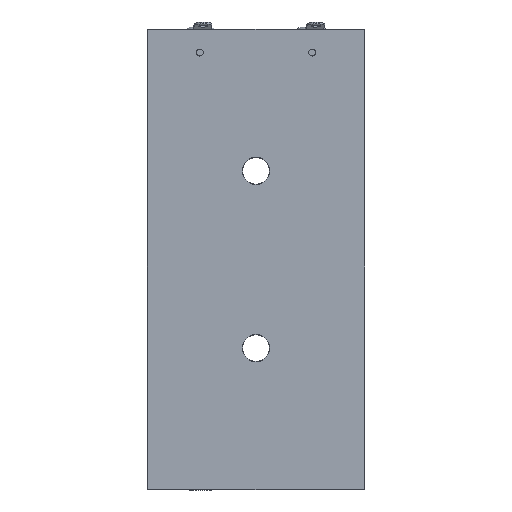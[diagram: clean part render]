
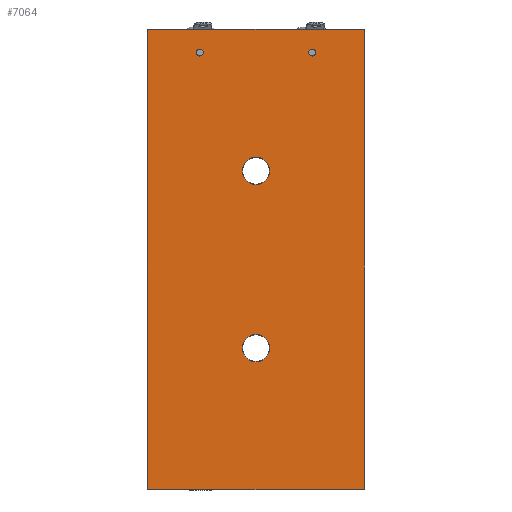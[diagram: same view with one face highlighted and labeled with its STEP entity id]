
A CAD part, front view. The second image highlights one B-rep face of the part: STEP entity #7064.
In plain terms, the highlighted planar face has unit normal (0, -1, 0).
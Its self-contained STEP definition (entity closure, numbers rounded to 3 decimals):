
#42 = DIRECTION ( 'NONE',  ( 0., 0., -1. ) ) ;
#214 = DIRECTION ( 'NONE',  ( 0., 1., 0. ) ) ;
#253 = VERTEX_POINT ( 'NONE', #4004 ) ;
#293 = DIRECTION ( 'NONE',  ( 0., 1., 0. ) ) ;
#447 = ORIENTED_EDGE ( 'NONE', *, *, #2718, .F. ) ;
#548 = VERTEX_POINT ( 'NONE', #1680 ) ;
#588 = CARTESIAN_POINT ( 'NONE',  ( 12.2, 0., 0. ) ) ;
#633 = CARTESIAN_POINT ( 'NONE',  ( 0., 0., -11.55 ) ) ;
#680 = CARTESIAN_POINT ( 'NONE',  ( 0., 0., -8.45 ) ) ;
#687 = ORIENTED_EDGE ( 'NONE', *, *, #2824, .T. ) ;
#783 = DIRECTION ( 'NONE',  ( 0., 0., -1. ) ) ;
#858 = VECTOR ( 'NONE', #2972, 1000. ) ;
#1068 = ORIENTED_EDGE ( 'NONE', *, *, #3189, .T. ) ;
#1156 = EDGE_CURVE ( 'NONE', #4783, #5470, #6434, .T. ) ;
#1202 = VERTEX_POINT ( 'NONE', #4765 ) ;
#1203 = VERTEX_POINT ( 'NONE', #2281 ) ;
#1248 = AXIS2_PLACEMENT_3D ( 'NONE', #6542, #6496, #2850 ) ;
#1283 = FACE_BOUND ( 'NONE', #6892, .T. ) ;
#1472 = ORIENTED_EDGE ( 'NONE', *, *, #2157, .T. ) ;
#1680 = CARTESIAN_POINT ( 'NONE',  ( -6.35, 0., 22.955 ) ) ;
#1695 = DIRECTION ( 'NONE',  ( 0., 0., -1. ) ) ;
#1730 = CARTESIAN_POINT ( 'NONE',  ( -12.25, 0., 25.95 ) ) ;
#1763 = ORIENTED_EDGE ( 'NONE', *, *, #5035, .T. ) ;
#1780 = CARTESIAN_POINT ( 'NONE',  ( -6.35, 0., 23.745 ) ) ;
#1913 = ORIENTED_EDGE ( 'NONE', *, *, #4416, .T. ) ;
#1930 = FACE_BOUND ( 'NONE', #3794, .T. ) ;
#1972 = PLANE ( 'NONE',  #2719 ) ;
#2005 = CARTESIAN_POINT ( 'NONE',  ( 0., 0., -10. ) ) ;
#2038 = VERTEX_POINT ( 'NONE', #2285 ) ;
#2157 = EDGE_CURVE ( 'NONE', #2038, #3666, #5754, .T. ) ;
#2266 = AXIS2_PLACEMENT_3D ( 'NONE', #2343, #4135, #7106 ) ;
#2281 = CARTESIAN_POINT ( 'NONE',  ( -12.2, 0., -25.95 ) ) ;
#2285 = CARTESIAN_POINT ( 'NONE',  ( 12.2, 0., -25.95 ) ) ;
#2343 = CARTESIAN_POINT ( 'NONE',  ( -6.35, 0., 23.35 ) ) ;
#2555 = CARTESIAN_POINT ( 'NONE',  ( -6.35, 0., 23.35 ) ) ;
#2652 = VECTOR ( 'NONE', #6059, 1000. ) ;
#2718 = EDGE_CURVE ( 'NONE', #548, #7233, #6333, .T. ) ;
#2719 = AXIS2_PLACEMENT_3D ( 'NONE', #3220, #7453, #783 ) ;
#2754 = CIRCLE ( 'NONE', #7224, 1.55 ) ;
#2824 = EDGE_CURVE ( 'NONE', #1203, #2038, #7191, .T. ) ;
#2850 = DIRECTION ( 'NONE',  ( 0., 0., -1. ) ) ;
#2935 = AXIS2_PLACEMENT_3D ( 'NONE', #5745, #293, #6352 ) ;
#2972 = DIRECTION ( 'NONE',  ( 1., 0., 0. ) ) ;
#3005 = CARTESIAN_POINT ( 'NONE',  ( 12.25, 0., -25.95 ) ) ;
#3111 = VERTEX_POINT ( 'NONE', #680 ) ;
#3151 = VECTOR ( 'NONE', #6698, 1000. ) ;
#3175 = AXIS2_PLACEMENT_3D ( 'NONE', #2555, #4954, #7438 ) ;
#3189 = EDGE_CURVE ( 'NONE', #253, #1202, #2754, .T. ) ;
#3220 = CARTESIAN_POINT ( 'NONE',  ( -12.25, 0., 0. ) ) ;
#3465 = CARTESIAN_POINT ( 'NONE',  ( 6.35, 0., 23.35 ) ) ;
#3554 = ORIENTED_EDGE ( 'NONE', *, *, #4962, .T. ) ;
#3571 = CARTESIAN_POINT ( 'NONE',  ( 12.2, 0., 25.95 ) ) ;
#3651 = FACE_OUTER_BOUND ( 'NONE', #4878, .T. ) ;
#3666 = VERTEX_POINT ( 'NONE', #3571 ) ;
#3731 = DIRECTION ( 'NONE',  ( 0., -1., 0. ) ) ;
#3752 = AXIS2_PLACEMENT_3D ( 'NONE', #3465, #5879, #1695 ) ;
#3794 = EDGE_LOOP ( 'NONE', ( #6357, #447 ) ) ;
#3807 = AXIS2_PLACEMENT_3D ( 'NONE', #2005, #214, #6834 ) ;
#3848 = VERTEX_POINT ( 'NONE', #633 ) ;
#4004 = CARTESIAN_POINT ( 'NONE',  ( 0., 0., 8.45 ) ) ;
#4135 = DIRECTION ( 'NONE',  ( 0., -1., 0. ) ) ;
#4185 = ORIENTED_EDGE ( 'NONE', *, *, #7554, .T. ) ;
#4414 = ORIENTED_EDGE ( 'NONE', *, *, #5751, .F. ) ;
#4416 = EDGE_CURVE ( 'NONE', #3111, #3848, #5114, .T. ) ;
#4426 = ORIENTED_EDGE ( 'NONE', *, *, #1156, .F. ) ;
#4477 = CIRCLE ( 'NONE', #1248, 1.55 ) ;
#4507 = EDGE_CURVE ( 'NONE', #1202, #253, #7273, .T. ) ;
#4765 = CARTESIAN_POINT ( 'NONE',  ( 0., 0., 11.55 ) ) ;
#4783 = VERTEX_POINT ( 'NONE', #7034 ) ;
#4878 = EDGE_LOOP ( 'NONE', ( #687, #1472, #3554, #1763 ) ) ;
#4954 = DIRECTION ( 'NONE',  ( 0., -1., 0. ) ) ;
#4962 = EDGE_CURVE ( 'NONE', #3666, #5269, #7289, .T. ) ;
#5035 = EDGE_CURVE ( 'NONE', #5269, #1203, #5680, .T. ) ;
#5047 = DIRECTION ( 'NONE',  ( 0., 0., -1. ) ) ;
#5114 = CIRCLE ( 'NONE', #3807, 1.55 ) ;
#5117 = CARTESIAN_POINT ( 'NONE',  ( 0., 0., 10. ) ) ;
#5143 = FACE_BOUND ( 'NONE', #7815, .T. ) ;
#5246 = FACE_BOUND ( 'NONE', #7168, .T. ) ;
#5269 = VERTEX_POINT ( 'NONE', #6871 ) ;
#5461 = DIRECTION ( 'NONE',  ( 0., 0., -1. ) ) ;
#5470 = VERTEX_POINT ( 'NONE', #7707 ) ;
#5680 = LINE ( 'NONE', #7245, #6076 ) ;
#5745 = CARTESIAN_POINT ( 'NONE',  ( 0., 0., 10. ) ) ;
#5751 = EDGE_CURVE ( 'NONE', #5470, #4783, #7605, .T. ) ;
#5754 = LINE ( 'NONE', #588, #2652 ) ;
#5879 = DIRECTION ( 'NONE',  ( 0., -1., 0. ) ) ;
#6059 = DIRECTION ( 'NONE',  ( 0., 0., 1. ) ) ;
#6076 = VECTOR ( 'NONE', #5461, 1000. ) ;
#6238 = EDGE_CURVE ( 'NONE', #7233, #548, #6478, .T. ) ;
#6333 = CIRCLE ( 'NONE', #2266, 0.395 ) ;
#6352 = DIRECTION ( 'NONE',  ( 0., 0., -1. ) ) ;
#6357 = ORIENTED_EDGE ( 'NONE', *, *, #6238, .F. ) ;
#6434 = CIRCLE ( 'NONE', #3752, 0.395 ) ;
#6478 = CIRCLE ( 'NONE', #3175, 0.395 ) ;
#6496 = DIRECTION ( 'NONE',  ( 0., 1., 0. ) ) ;
#6542 = CARTESIAN_POINT ( 'NONE',  ( 0., 0., -10. ) ) ;
#6698 = DIRECTION ( 'NONE',  ( -1., 0., 0. ) ) ;
#6755 = CARTESIAN_POINT ( 'NONE',  ( 6.35, 0., 23.35 ) ) ;
#6834 = DIRECTION ( 'NONE',  ( 0., 0., -1. ) ) ;
#6871 = CARTESIAN_POINT ( 'NONE',  ( -12.2, 0., 25.95 ) ) ;
#6892 = EDGE_LOOP ( 'NONE', ( #4426, #4414 ) ) ;
#7034 = CARTESIAN_POINT ( 'NONE',  ( 6.35, 0., 23.745 ) ) ;
#7045 = ORIENTED_EDGE ( 'NONE', *, *, #4507, .T. ) ;
#7064 = ADVANCED_FACE ( 'NONE', ( #1283, #1930, #5246, #5143, #3651 ), #1972, .T. ) ;
#7082 = AXIS2_PLACEMENT_3D ( 'NONE', #6755, #3731, #42 ) ;
#7106 = DIRECTION ( 'NONE',  ( 0., 0., -1. ) ) ;
#7168 = EDGE_LOOP ( 'NONE', ( #1068, #7045 ) ) ;
#7191 = LINE ( 'NONE', #3005, #858 ) ;
#7224 = AXIS2_PLACEMENT_3D ( 'NONE', #5117, #7450, #5047 ) ;
#7233 = VERTEX_POINT ( 'NONE', #1780 ) ;
#7245 = CARTESIAN_POINT ( 'NONE',  ( -12.2, 0., 0. ) ) ;
#7273 = CIRCLE ( 'NONE', #2935, 1.55 ) ;
#7289 = LINE ( 'NONE', #1730, #3151 ) ;
#7438 = DIRECTION ( 'NONE',  ( 0., 0., -1. ) ) ;
#7450 = DIRECTION ( 'NONE',  ( 0., 1., 0. ) ) ;
#7453 = DIRECTION ( 'NONE',  ( 0., -1., 0. ) ) ;
#7554 = EDGE_CURVE ( 'NONE', #3848, #3111, #4477, .T. ) ;
#7605 = CIRCLE ( 'NONE', #7082, 0.395 ) ;
#7707 = CARTESIAN_POINT ( 'NONE',  ( 6.35, 0., 22.955 ) ) ;
#7815 = EDGE_LOOP ( 'NONE', ( #4185, #1913 ) ) ;
